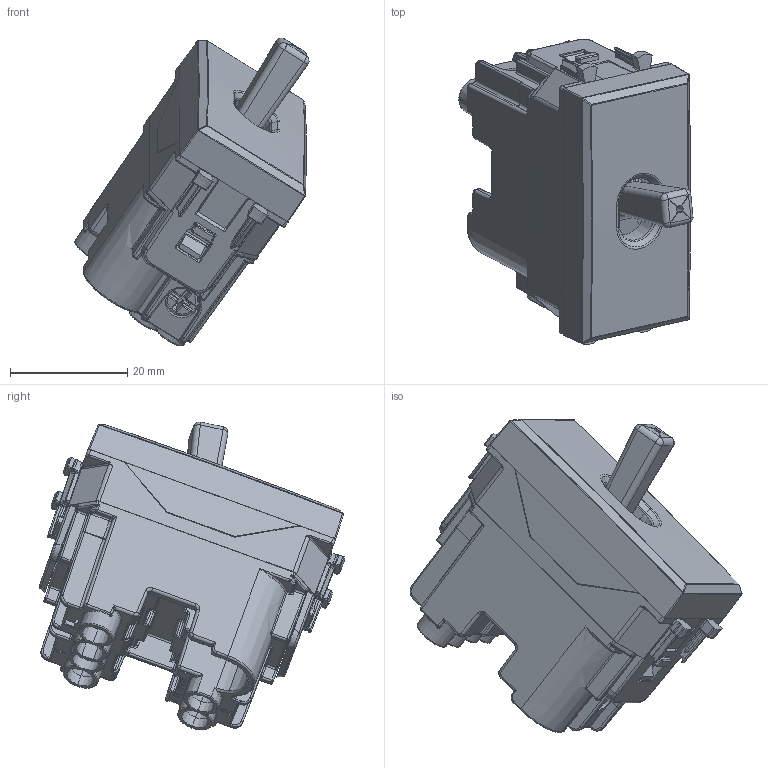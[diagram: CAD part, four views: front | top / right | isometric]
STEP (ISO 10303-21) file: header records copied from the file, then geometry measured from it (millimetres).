
FILE_DESCRIPTION(('CATIA V5 STEP Exchange'),'2;1');
FILE_NAME('446002LV.stp','2024-02-15T10:18:30+00:00',('none'),('none'),'CATIA Version 5-6 Release 2016 SP6','CATIA V5 STEP AP203','none');
FILE_SCHEMA(('CONFIG_CONTROL_DESIGN'));
Length unit declared in the file: millimetre
Products named in the file (1): 4456002LV
Assembly tree (17 placements, depth 2):
  4456002LV
    #57
    #55057
    #57627  x2
    #59103  x3
    #61016  x3
    #61908
    #65825
    #82139
    #83011
    #130636
    #136290
    #138457
Bounding box: 39.89 x 52.04 x 52.48 mm (x, y, z)
Volume: 15312 mm3; surface area: 26444.2 mm2
Topology: 22 solids, 22 shells, 3840 faces, 9986 edges, 5963 vertices
Faces by surface type: plane 1423, cylinder 1323, bspline 550, sphere 200, cone 195, torus 133, extrusion 16
Entity records: 138860 total; most frequent: CARTESIAN_POINT 63061, ORIENTED_EDGE 18316, DIRECTION 10879, EDGE_CURVE 9158, VERTEX_POINT 5586, VECTOR 4308, LINE 4292, AXIS2_PLACEMENT_3D 3998
